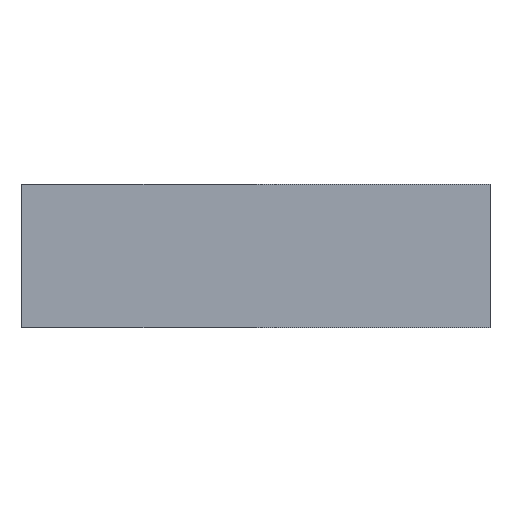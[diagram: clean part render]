
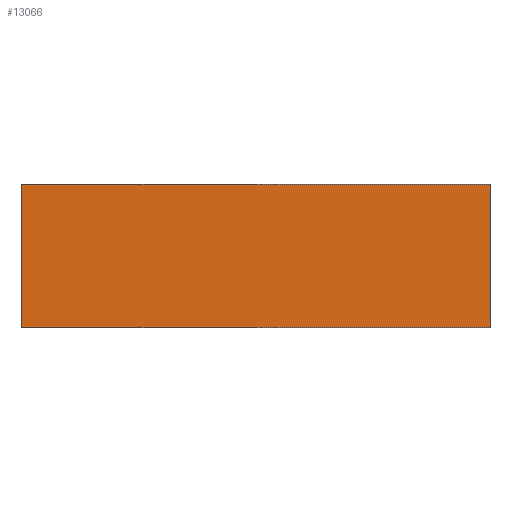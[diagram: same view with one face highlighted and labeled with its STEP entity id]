
A CAD part, front view. The second image highlights one B-rep face of the part: STEP entity #13066.
In plain terms, the highlighted planar face has unit normal (0, -1, 0).
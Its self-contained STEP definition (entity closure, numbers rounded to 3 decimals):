
#1319=FACE_OUTER_BOUND('',#2116,.T.);
#2116=EDGE_LOOP('',(#11418,#11419,#11420,#11421));
#3760=LINE('',#22390,#4911);
#3765=LINE('',#22401,#4916);
#3766=LINE('',#22402,#4917);
#3767=LINE('',#22403,#4918);
#4911=VECTOR('',#17940,10.);
#4916=VECTOR('',#17949,10.);
#4917=VECTOR('',#17950,10.);
#4918=VECTOR('',#17951,10.);
#6150=VERTEX_POINT('',#22387);
#6151=VERTEX_POINT('',#22389);
#6154=VERTEX_POINT('',#22399);
#6155=VERTEX_POINT('',#22400);
#7938=EDGE_CURVE('',#6151,#6150,#3760,.T.);
#7943=EDGE_CURVE('',#6154,#6155,#3765,.T.);
#7944=EDGE_CURVE('',#6155,#6151,#3766,.T.);
#7945=EDGE_CURVE('',#6150,#6154,#3767,.T.);
#11418=ORIENTED_EDGE('',*,*,#7943,.T.);
#11419=ORIENTED_EDGE('',*,*,#7944,.T.);
#11420=ORIENTED_EDGE('',*,*,#7938,.T.);
#11421=ORIENTED_EDGE('',*,*,#7945,.T.);
#12368=PLANE('',#14470);
#13066=ADVANCED_FACE('',(#1319),#12368,.T.);
#14470=AXIS2_PLACEMENT_3D('',#22398,#17947,#17948);
#17940=DIRECTION('',(1.,0.,0.));
#17947=DIRECTION('center_axis',(0.,-1.,0.));
#17948=DIRECTION('ref_axis',(0.,0.,-1.));
#17949=DIRECTION('',(-1.,0.,0.));
#17950=DIRECTION('',(0.,0.,-1.));
#17951=DIRECTION('',(0.,0.,1.));
#22387=CARTESIAN_POINT('',(39.,-3.,-12.));
#22389=CARTESIAN_POINT('',(-39.,-3.,-12.));
#22390=CARTESIAN_POINT('',(39.,-3.,-12.));
#22398=CARTESIAN_POINT('Origin',(0.,-3.,0.));
#22399=CARTESIAN_POINT('',(39.,-3.,12.));
#22400=CARTESIAN_POINT('',(-39.,-3.,12.));
#22401=CARTESIAN_POINT('',(-39.,-3.,12.));
#22402=CARTESIAN_POINT('',(-39.,-3.,-12.));
#22403=CARTESIAN_POINT('',(39.,-3.,12.));
